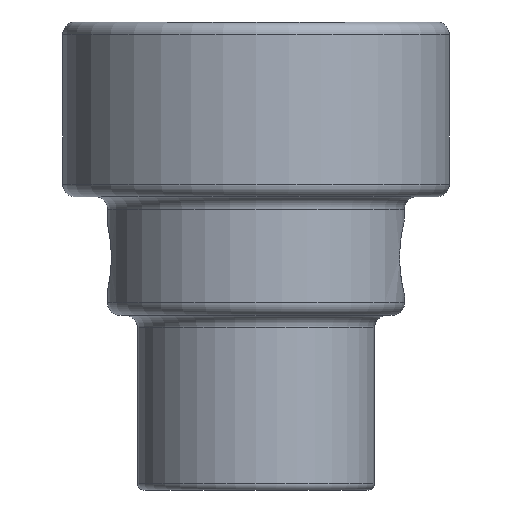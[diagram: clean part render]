
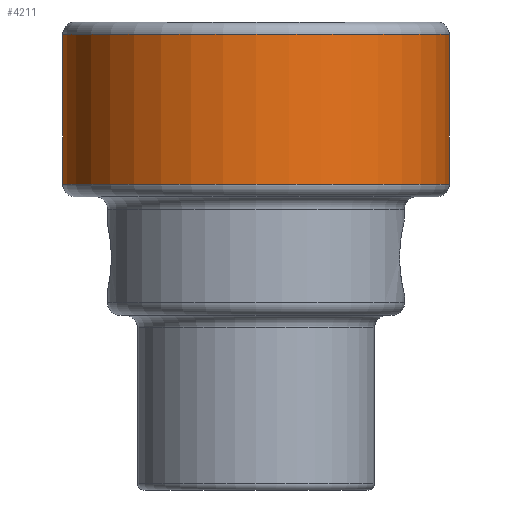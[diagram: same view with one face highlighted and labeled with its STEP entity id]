
A CAD part, left-side view. The second image highlights one B-rep face of the part: STEP entity #4211.
In plain terms, the highlighted cylindrical face has radius 15.5 mm (diameter 31 mm), a partial arc.
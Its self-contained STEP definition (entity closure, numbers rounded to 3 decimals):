
#2214 = TOROIDAL_SURFACE('',#2215,14.5,1.);
#2215 = AXIS2_PLACEMENT_3D('',#2216,#2217,#2218);
#2216 = CARTESIAN_POINT('',(0.,0.,13.));
#2217 = DIRECTION('',(0.,0.,1.));
#2218 = DIRECTION('',(0.6,-0.8,0.));
#3270 = VERTEX_POINT('',#3271);
#3271 = CARTESIAN_POINT('',(9.3,12.4,13.));
#3310 = CYLINDRICAL_SURFACE('',#3311,5.);
#3311 = AXIS2_PLACEMENT_3D('',#3312,#3313,#3314);
#3312 = CARTESIAN_POINT('',(12.3,16.4,0.));
#3313 = DIRECTION('',(-0.,-0.,-1.));
#3314 = DIRECTION('',(1.,0.,0.));
#3349 = VERTEX_POINT('',#3350);
#3350 = CARTESIAN_POINT('',(9.3,-12.4,13.));
#3372 = EDGE_CURVE('',#3349,#3270,#3373,.T.);
#3373 = SURFACE_CURVE('',#3374,(#3379,#3386),.PCURVE_S1.);
#3374 = CIRCLE('',#3375,15.5);
#3375 = AXIS2_PLACEMENT_3D('',#3376,#3377,#3378);
#3376 = CARTESIAN_POINT('',(0.,0.,13.));
#3377 = DIRECTION('',(0.,-0.,-1.));
#3378 = DIRECTION('',(0.6,-0.8,0.));
#3379 = PCURVE('',#2214,#3380);
#3380 = DEFINITIONAL_REPRESENTATION('',(#3381),#3385);
#3381 = LINE('',#3382,#3383);
#3382 = CARTESIAN_POINT('',(-0.,0.));
#3383 = VECTOR('',#3384,1.);
#3384 = DIRECTION('',(-1.,0.));
#3385 = ( GEOMETRIC_REPRESENTATION_CONTEXT(2) 
PARAMETRIC_REPRESENTATION_CONTEXT() REPRESENTATION_CONTEXT('2D SPACE',''
  ) );
#3386 = PCURVE('',#3387,#3392);
#3387 = CYLINDRICAL_SURFACE('',#3388,15.5);
#3388 = AXIS2_PLACEMENT_3D('',#3389,#3390,#3391);
#3389 = CARTESIAN_POINT('',(0.,0.,0.));
#3390 = DIRECTION('',(-0.,-0.,-1.));
#3391 = DIRECTION('',(1.,0.,0.));
#3392 = DEFINITIONAL_REPRESENTATION('',(#3393),#3397);
#3393 = LINE('',#3394,#3395);
#3394 = CARTESIAN_POINT('',(-5.356,-13.));
#3395 = VECTOR('',#3396,1.);
#3396 = DIRECTION('',(1.,-0.));
#3397 = ( GEOMETRIC_REPRESENTATION_CONTEXT(2) 
PARAMETRIC_REPRESENTATION_CONTEXT() REPRESENTATION_CONTEXT('2D SPACE',''
  ) );
#3498 = CYLINDRICAL_SURFACE('',#3499,5.);
#3499 = AXIS2_PLACEMENT_3D('',#3500,#3501,#3502);
#3500 = CARTESIAN_POINT('',(12.3,-16.4,0.));
#3501 = DIRECTION('',(-0.,-0.,-1.));
#3502 = DIRECTION('',(1.,0.,0.));
#4138 = EDGE_CURVE('',#4139,#3270,#4141,.T.);
#4139 = VERTEX_POINT('',#4140);
#4140 = CARTESIAN_POINT('',(9.3,12.4,1.));
#4141 = SURFACE_CURVE('',#4142,(#4146,#4153),.PCURVE_S1.);
#4142 = LINE('',#4143,#4144);
#4143 = CARTESIAN_POINT('',(9.3,12.4,0.));
#4144 = VECTOR('',#4145,1.);
#4145 = DIRECTION('',(0.,0.,1.));
#4146 = PCURVE('',#3310,#4147);
#4147 = DEFINITIONAL_REPRESENTATION('',(#4148),#4152);
#4148 = LINE('',#4149,#4150);
#4149 = CARTESIAN_POINT('',(-4.069,0.));
#4150 = VECTOR('',#4151,1.);
#4151 = DIRECTION('',(-0.,-1.));
#4152 = ( GEOMETRIC_REPRESENTATION_CONTEXT(2) 
PARAMETRIC_REPRESENTATION_CONTEXT() REPRESENTATION_CONTEXT('2D SPACE',''
  ) );
#4153 = PCURVE('',#3387,#4154);
#4154 = DEFINITIONAL_REPRESENTATION('',(#4155),#4159);
#4155 = LINE('',#4156,#4157);
#4156 = CARTESIAN_POINT('',(-0.927,0.));
#4157 = VECTOR('',#4158,1.);
#4158 = DIRECTION('',(-0.,-1.));
#4159 = ( GEOMETRIC_REPRESENTATION_CONTEXT(2) 
PARAMETRIC_REPRESENTATION_CONTEXT() REPRESENTATION_CONTEXT('2D SPACE',''
  ) );
#4211 = ADVANCED_FACE('',(#4212),#3387,.T.);
#4212 = FACE_BOUND('',#4213,.F.);
#4213 = EDGE_LOOP('',(#4214,#4215,#4216,#4239));
#4214 = ORIENTED_EDGE('',*,*,#4138,.T.);
#4215 = ORIENTED_EDGE('',*,*,#3372,.F.);
#4216 = ORIENTED_EDGE('',*,*,#4217,.F.);
#4217 = EDGE_CURVE('',#4218,#3349,#4220,.T.);
#4218 = VERTEX_POINT('',#4219);
#4219 = CARTESIAN_POINT('',(9.3,-12.4,1.));
#4220 = SURFACE_CURVE('',#4221,(#4225,#4232),.PCURVE_S1.);
#4221 = LINE('',#4222,#4223);
#4222 = CARTESIAN_POINT('',(9.3,-12.4,0.));
#4223 = VECTOR('',#4224,1.);
#4224 = DIRECTION('',(0.,0.,1.));
#4225 = PCURVE('',#3387,#4226);
#4226 = DEFINITIONAL_REPRESENTATION('',(#4227),#4231);
#4227 = LINE('',#4228,#4229);
#4228 = CARTESIAN_POINT('',(-5.356,0.));
#4229 = VECTOR('',#4230,1.);
#4230 = DIRECTION('',(-0.,-1.));
#4231 = ( GEOMETRIC_REPRESENTATION_CONTEXT(2) 
PARAMETRIC_REPRESENTATION_CONTEXT() REPRESENTATION_CONTEXT('2D SPACE',''
  ) );
#4232 = PCURVE('',#3498,#4233);
#4233 = DEFINITIONAL_REPRESENTATION('',(#4234),#4238);
#4234 = LINE('',#4235,#4236);
#4235 = CARTESIAN_POINT('',(-2.214,0.));
#4236 = VECTOR('',#4237,1.);
#4237 = DIRECTION('',(-0.,-1.));
#4238 = ( GEOMETRIC_REPRESENTATION_CONTEXT(2) 
PARAMETRIC_REPRESENTATION_CONTEXT() REPRESENTATION_CONTEXT('2D SPACE',''
  ) );
#4239 = ORIENTED_EDGE('',*,*,#4240,.T.);
#4240 = EDGE_CURVE('',#4218,#4139,#4241,.T.);
#4241 = SURFACE_CURVE('',#4242,(#4247,#4254),.PCURVE_S1.);
#4242 = CIRCLE('',#4243,15.5);
#4243 = AXIS2_PLACEMENT_3D('',#4244,#4245,#4246);
#4244 = CARTESIAN_POINT('',(0.,0.,1.));
#4245 = DIRECTION('',(0.,-0.,-1.));
#4246 = DIRECTION('',(0.6,-0.8,0.));
#4247 = PCURVE('',#3387,#4248);
#4248 = DEFINITIONAL_REPRESENTATION('',(#4249),#4253);
#4249 = LINE('',#4250,#4251);
#4250 = CARTESIAN_POINT('',(-5.356,-1.));
#4251 = VECTOR('',#4252,1.);
#4252 = DIRECTION('',(1.,-0.));
#4253 = ( GEOMETRIC_REPRESENTATION_CONTEXT(2) 
PARAMETRIC_REPRESENTATION_CONTEXT() REPRESENTATION_CONTEXT('2D SPACE',''
  ) );
#4254 = PCURVE('',#4255,#4260);
#4255 = TOROIDAL_SURFACE('',#4256,14.5,1.);
#4256 = AXIS2_PLACEMENT_3D('',#4257,#4258,#4259);
#4257 = CARTESIAN_POINT('',(0.,0.,1.));
#4258 = DIRECTION('',(-0.,-0.,-1.));
#4259 = DIRECTION('',(0.6,-0.8,0.));
#4260 = DEFINITIONAL_REPRESENTATION('',(#4261),#4265);
#4261 = LINE('',#4262,#4263);
#4262 = CARTESIAN_POINT('',(0.,0.));
#4263 = VECTOR('',#4264,1.);
#4264 = DIRECTION('',(1.,0.));
#4265 = ( GEOMETRIC_REPRESENTATION_CONTEXT(2) 
PARAMETRIC_REPRESENTATION_CONTEXT() REPRESENTATION_CONTEXT('2D SPACE',''
  ) );
